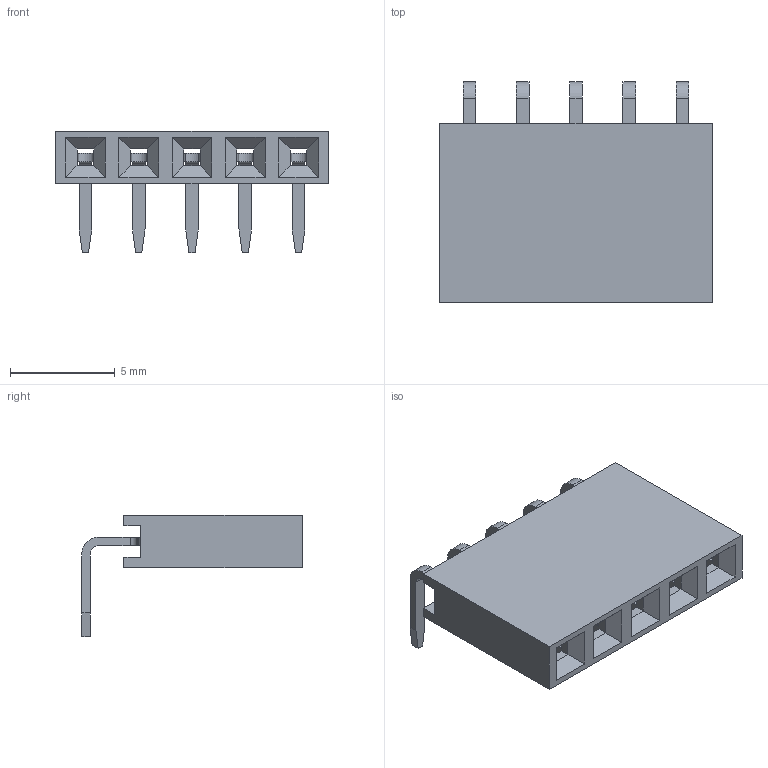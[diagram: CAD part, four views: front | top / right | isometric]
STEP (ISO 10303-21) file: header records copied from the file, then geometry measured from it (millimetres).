
FILE_DESCRIPTION(('STEP AP214'), '1');
FILE_NAME('DS1024-1x5RF1', '2017-07-15T12:19:10', ('Nobody'), (''), 'ASCON STEP Converter 1.3', 'ASCON Math Kernel', '');
FILE_SCHEMA(('AUTOMOTIVE_DESIGN { 1 0 10303 214 3 1 1}'));
Length unit declared in the file: millimetre
Assembly tree (6 placements, depth 2):
  (unnamed)
    (unnamed)
    (unnamed)  x5
Bounding box: 13 x 10.5 x 5.8 mm (x, y, z)
Volume: 211.6 mm3; surface area: 779.5 mm2
Topology: 6 solids, 6 shells, 265 faces, 754 edges, 496 vertices
Faces by surface type: plane 200, cylinder 65
Entity records: 5762 total; most frequent: CARTESIAN_POINT 794, ORIENTED_EDGE 788, DIRECTION 708, EDGE_CURVE 394, LINE 368, VECTOR 368, VERTEX_POINT 256, AXIS2_PLACEMENT_3D 170
